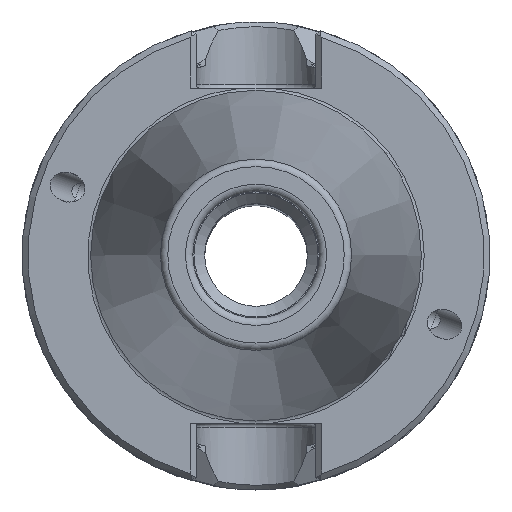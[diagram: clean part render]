
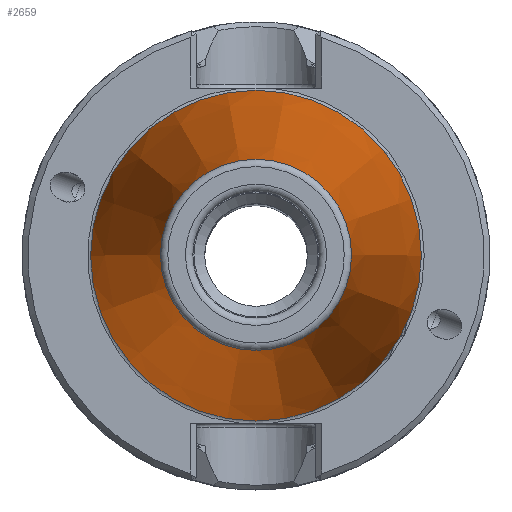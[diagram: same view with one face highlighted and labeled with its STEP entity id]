
A CAD part, top view. The second image highlights one B-rep face of the part: STEP entity #2659.
In plain terms, the highlighted conical face has half-angle 8.297 degrees and reference radius 12.871 mm.
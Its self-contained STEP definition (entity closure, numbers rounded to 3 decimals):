
#211=CONICAL_SURFACE('',#2847,12.871,0.145);
#432=ORIENTED_EDGE('',*,*,#840,.T.);
#433=ORIENTED_EDGE('',*,*,#836,.F.);
#836=EDGE_CURVE('',#1067,#1067,#1239,.T.);
#840=EDGE_CURVE('',#1072,#1072,#1242,.T.);
#1067=VERTEX_POINT('',#3716);
#1072=VERTEX_POINT('',#3742);
#1239=CIRCLE('',#2842,12.871);
#1242=CIRCLE('',#2848,22.268);
#1392=EDGE_LOOP('',(#432));
#1393=EDGE_LOOP('',(#433));
#1595=FACE_BOUND('',#1392,.T.);
#1596=FACE_BOUND('',#1393,.T.);
#2659=ADVANCED_FACE('',(#1595,#1596),#211,.T.);
#2842=AXIS2_PLACEMENT_3D('',#3715,#3188,#3189);
#2847=AXIS2_PLACEMENT_3D('',#3740,#3198,#3199);
#2848=AXIS2_PLACEMENT_3D('',#3741,#3200,#3201);
#3188=DIRECTION('',(0.,0.,1.));
#3189=DIRECTION('',(1.,0.,0.));
#3198=DIRECTION('',(0.,0.,-1.));
#3199=DIRECTION('',(-1.,0.,0.));
#3200=DIRECTION('',(0.,0.,1.));
#3201=DIRECTION('',(1.,0.,0.));
#3715=CARTESIAN_POINT('',(0.,0.,64.544));
#3716=CARTESIAN_POINT('',(12.871,0.,64.544));
#3740=CARTESIAN_POINT('',(0.,0.,64.544));
#3741=CARTESIAN_POINT('',(0.,0.,0.106));
#3742=CARTESIAN_POINT('',(22.268,0.,0.106));
